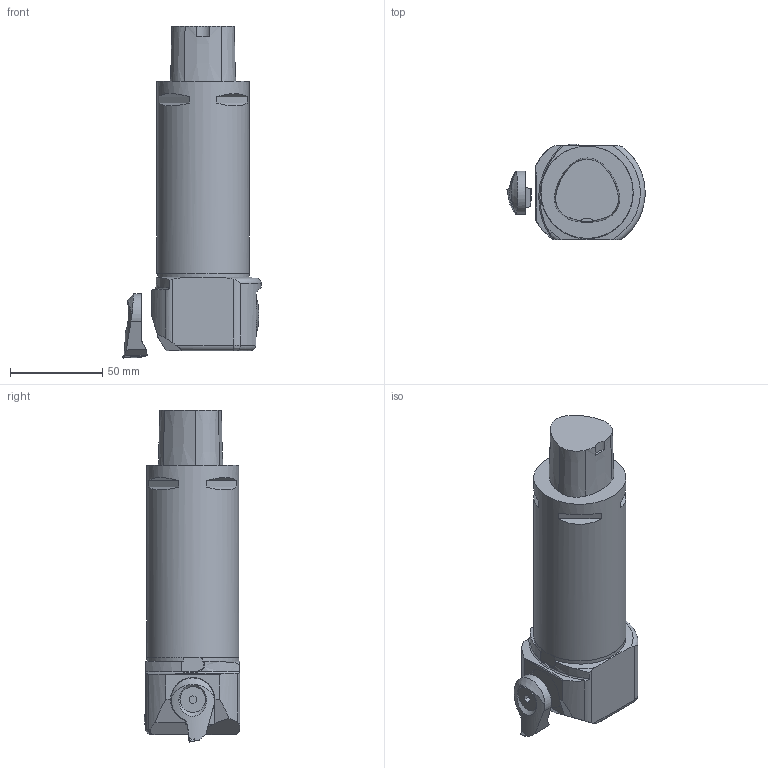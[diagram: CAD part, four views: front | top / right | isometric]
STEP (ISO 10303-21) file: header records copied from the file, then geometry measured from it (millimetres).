
FILE_DESCRIPTION(/* description */ (''),/* implementation_level */ '2;1');
FILE_NAME(/* name */ '1566813139522.stp',/* time_stamp */ '2019-08-26T11:52:26+02:00',/* author */ (''),/* organization */ ('SMS'),/* preprocessor_version */ 'ST-DEVELOPER v16.7',/* originating_system */ 'SIEMENS PLM Software NX 12.0',/* authorisation */ '');
FILE_SCHEMA (('AUTOMOTIVE_DESIGN { 1 0 10303 214 3 1 1 1 }'));
Length unit declared in the file: millimetre
Products named in the file (7): ASSEMBLY_CONSTRUCTION; IsoTurningInsert; 201964712mod000_00; 111166182mod000_01; 111169134mod000_01; 111164837mod000_01
Assembly tree (6 placements, depth 3):
  111164837mod000_01
    111166182mod000_01
    111169134mod000_01
      201964712mod000_00
      IsoTurningInsert
      ASSEMBLY_CONSTRUCTION
    ASSEMBLY_CONSTRUCTION
Bounding box: 74.95 x 51.83 x 180 mm (x, y, z)
Volume: 339839 mm3; surface area: 42499.6 mm2
Topology: 4 solids, 4 shells, 413 faces, 1166 edges, 785 vertices
Faces by surface type: plane 289, cone 69, cylinder 37, torus 13, bspline 4, sphere 1
Full cylindrical faces by diameter (mm): 2.8 x2, 4.7 x1, 8 x1, 8.5 x1, 9.5 x1, 13.9 x1, 24 x2, 50 x1
Entity records: 13954 total; most frequent: CARTESIAN_POINT 3540, ORIENTED_EDGE 2260, DIRECTION 1901, EDGE_CURVE 1130, VERTEX_POINT 760, AXIS2_PLACEMENT_3D 657, LINE 587, VECTOR 587
